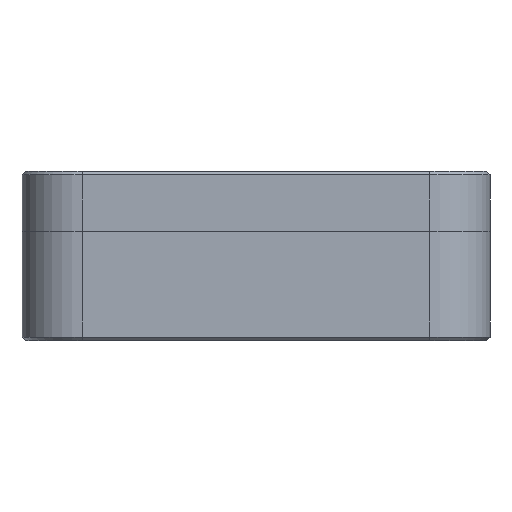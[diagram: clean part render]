
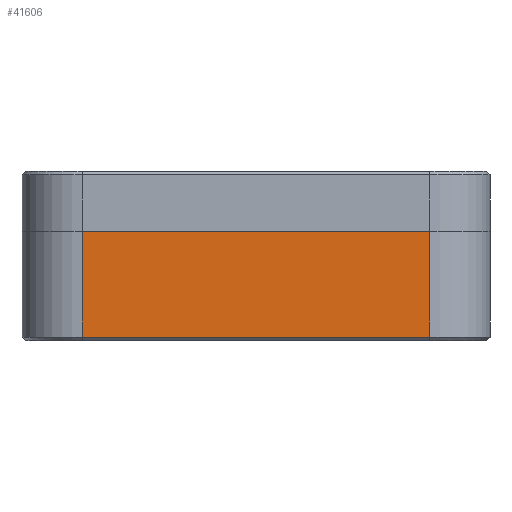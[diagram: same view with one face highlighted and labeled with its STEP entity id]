
A CAD part, front view. The second image highlights one B-rep face of the part: STEP entity #41606.
In plain terms, the highlighted planar face has unit normal (0, -1, 0).
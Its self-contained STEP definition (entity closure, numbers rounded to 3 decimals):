
#2425=PLANE('',#44598);
#4494=FACE_OUTER_BOUND('',#6686,.T.);
#6686=EDGE_LOOP('',(#37394,#37395,#37396,#37397));
#11312=LINE('',#68669,#15972);
#11316=LINE('',#68678,#15976);
#11317=LINE('',#68682,#15977);
#11318=LINE('',#68683,#15978);
#15972=VECTOR('',#54827,10.);
#15976=VECTOR('',#54835,10.);
#15977=VECTOR('',#54840,10.);
#15978=VECTOR('',#54841,10.);
#20443=VERTEX_POINT('',#68641);
#20449=VERTEX_POINT('',#68665);
#20452=VERTEX_POINT('',#68677);
#20453=VERTEX_POINT('',#68681);
#26113=EDGE_CURVE('',#20443,#20449,#11312,.T.);
#26117=EDGE_CURVE('',#20449,#20452,#11316,.T.);
#26119=EDGE_CURVE('',#20443,#20453,#11317,.T.);
#26120=EDGE_CURVE('',#20453,#20452,#11318,.T.);
#37394=ORIENTED_EDGE('',*,*,#26113,.F.);
#37395=ORIENTED_EDGE('',*,*,#26119,.T.);
#37396=ORIENTED_EDGE('',*,*,#26120,.T.);
#37397=ORIENTED_EDGE('',*,*,#26117,.F.);
#41606=ADVANCED_FACE('',(#4494),#2425,.T.);
#44598=AXIS2_PLACEMENT_3D('',#68680,#54838,#54839);
#54827=DIRECTION('',(-1.,0.,0.));
#54835=DIRECTION('',(0.,0.,1.));
#54838=DIRECTION('center_axis',(0.,-1.,0.));
#54839=DIRECTION('ref_axis',(-1.,0.,0.));
#54840=DIRECTION('',(0.,0.,1.));
#54841=DIRECTION('',(-1.,0.,0.));
#68641=CARTESIAN_POINT('',(9.2,-16.9,-3.8));
#68665=CARTESIAN_POINT('',(-9.2,-16.9,-3.8));
#68669=CARTESIAN_POINT('',(4.6,-16.9,-3.8));
#68677=CARTESIAN_POINT('',(-9.2,-16.9,1.815));
#68678=CARTESIAN_POINT('',(-9.2,-16.9,0.));
#68680=CARTESIAN_POINT('Origin',(9.2,-16.9,0.));
#68681=CARTESIAN_POINT('',(9.2,-16.9,1.815));
#68682=CARTESIAN_POINT('',(9.2,-16.9,0.));
#68683=CARTESIAN_POINT('',(4.6,-16.9,1.815));
